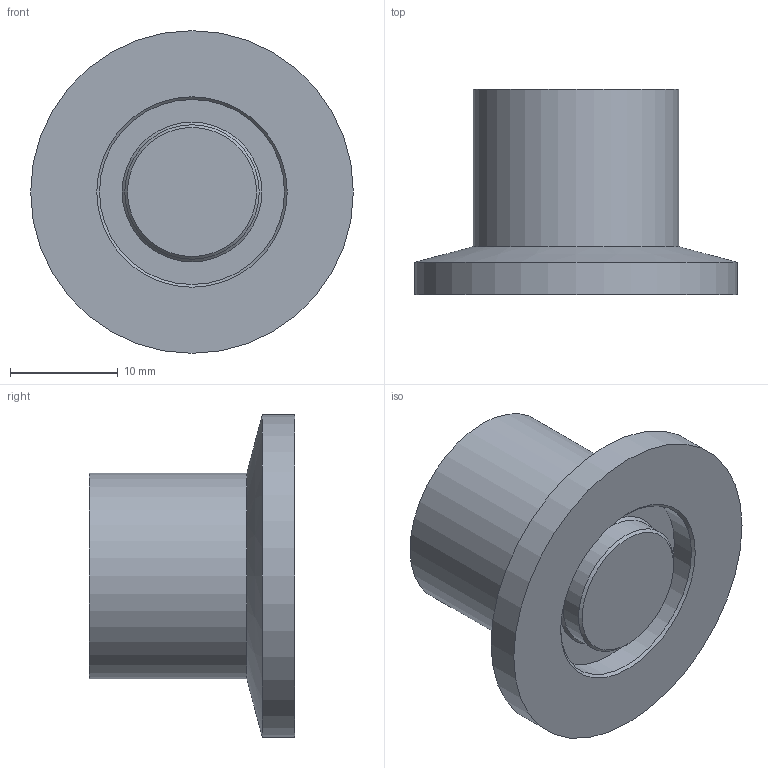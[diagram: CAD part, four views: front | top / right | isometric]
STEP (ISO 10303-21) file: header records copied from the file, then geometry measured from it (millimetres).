
FILE_DESCRIPTION(/* description */ (''),/* implementation_level */ '2;1');
FILE_NAME(/* name */ 'FL-A16KFUS.stp',/* time_stamp */ '2018-03-26T14:43:38+01:00',/* author */ ('paul'),/* organization */ (''),/* preprocessor_version */ 'ST-DEVELOPER v17',/* originating_system */ 'Autodesk Inventor 2018',/* authorisation */ '');
FILE_SCHEMA (('AUTOMOTIVE_DESIGN { 1 0 10303 214 3 1 1 }'));
Length unit declared in the file: millimetre
Products named in the file (1): FL-A16KFUS
Bounding box: 30 x 19.1 x 30 mm (x, y, z)
Volume: 6742 mm3; surface area: 2803.7 mm2
Topology: 1 solids, 1 shells, 12 faces, 27 edges, 19 vertices
Faces by surface type: cone 4, cylinder 4, plane 4
Full cylindrical faces by diameter (mm): 12.5 x1, 17.2 x1, 19.1 x1, 30 x1
Entity records: 393 total; most frequent: DIRECTION 72, CARTESIAN_POINT 59, ORIENTED_EDGE 54, AXIS2_PLACEMENT_3D 32, EDGE_CURVE 27, CIRCLE 19, VERTEX_POINT 19, EDGE_LOOP 14
